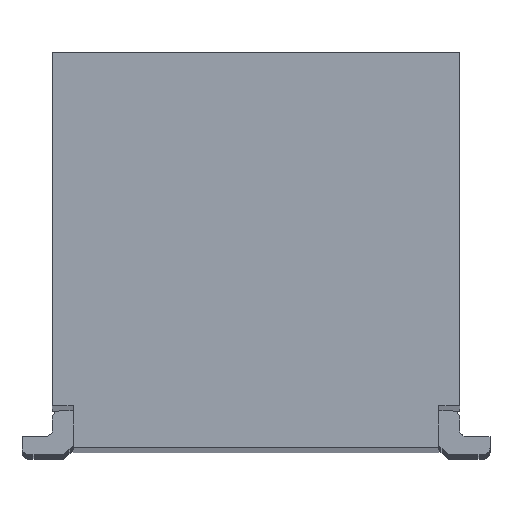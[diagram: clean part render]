
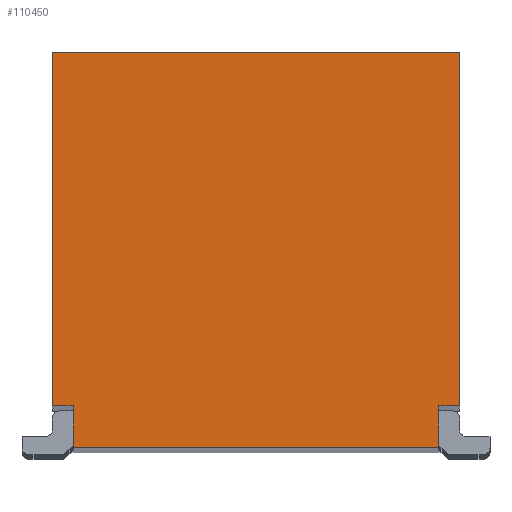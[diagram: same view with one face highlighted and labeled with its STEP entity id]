
A CAD part, top view. The second image highlights one B-rep face of the part: STEP entity #110450.
In plain terms, the highlighted planar face has unit normal (0, 0, 1).
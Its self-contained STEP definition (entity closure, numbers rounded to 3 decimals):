
#104670=CARTESIAN_POINT('',(0.,-1.15,11.185));
#104680=DIRECTION('',(-1.,0.,0.));
#104690=VECTOR('',#104680,1.);
#104700=LINE('',#104670,#104690);
#104710=CARTESIAN_POINT('',(-1.32,-1.15,11.185));
#104720=VERTEX_POINT('',#104710);
#104730=CARTESIAN_POINT('',(-1.47,-1.15,11.185));
#104740=VERTEX_POINT('',#104730);
#104750=EDGE_CURVE('',#104720,#104740,#104700,.T.);
#109830=CARTESIAN_POINT('',(-0.67,-0.562,11.185
));
#109840=DIRECTION('',(0.,0.,-1.));
#109850=DIRECTION('',(-1.,0.,0.));
#109860=AXIS2_PLACEMENT_3D('',#109830,#109840,#109850);
#109870=PLANE('',#109860);
#109880=CARTESIAN_POINT('',(0.,-1.15,11.185));
#109890=DIRECTION('',(-1.,0.,0.));
#109900=VECTOR('',#109890,1.);
#109910=LINE('',#109880,#109900);
#109920=CARTESIAN_POINT('',(1.47,-1.15,11.185));
#109930=VERTEX_POINT('',#109920);
#109940=CARTESIAN_POINT('',(1.32,-1.15,11.185));
#109950=VERTEX_POINT('',#109940);
#109960=EDGE_CURVE('',#109930,#109950,#109910,.T.);
#109970=ORIENTED_EDGE('',*,*,#109960,.F.);
#109980=CARTESIAN_POINT('',(1.32,-0.5,11.185));
#109990=DIRECTION('',(0.,1.,0.));
#110000=VECTOR('',#109990,1.);
#110010=LINE('',#109980,#110000);
#110020=CARTESIAN_POINT('',(1.32,-1.45,11.185));
#110030=VERTEX_POINT('',#110020);
#110040=EDGE_CURVE('',#110030,#109950,#110010,.T.);
#110050=ORIENTED_EDGE('',*,*,#110040,.T.);
#110060=CARTESIAN_POINT('',(0.,-1.45,11.185));
#110070=DIRECTION('',(1.,0.,0.));
#110080=VECTOR('',#110070,1.);
#110090=LINE('',#110060,#110080);
#110100=CARTESIAN_POINT('',(-1.32,-1.45,11.185));
#110110=VERTEX_POINT('',#110100);
#110120=EDGE_CURVE('',#110110,#110030,#110090,.T.);
#110130=ORIENTED_EDGE('',*,*,#110120,.T.);
#110140=CARTESIAN_POINT('',(-1.32,-0.5,11.185));
#110150=DIRECTION('',(0.,-1.,0.));
#110160=VECTOR('',#110150,1.);
#110170=LINE('',#110140,#110160);
#110180=EDGE_CURVE('',#104720,#110110,#110170,.T.);
#110190=ORIENTED_EDGE('',*,*,#110180,.T.);
#110200=ORIENTED_EDGE('',*,*,#104750,.F.);
#110210=CARTESIAN_POINT('',(-1.47,-0.6,11.185));
#110220=DIRECTION('',(0.,-1.,0.));
#110230=VECTOR('',#110220,1.);
#110240=LINE('',#110210,#110230);
#110250=CARTESIAN_POINT('',(-1.47,1.4,11.185));
#110260=VERTEX_POINT('',#110250);
#110270=EDGE_CURVE('',#110260,#104740,#110240,.T.);
#110280=ORIENTED_EDGE('',*,*,#110270,.T.);
#110290=CARTESIAN_POINT('',(0.,1.4,11.185));
#110300=DIRECTION('',(1.,0.,0.));
#110310=VECTOR('',#110300,1.);
#110320=LINE('',#110290,#110310);
#110330=CARTESIAN_POINT('',(1.47,1.4,11.185));
#110340=VERTEX_POINT('',#110330);
#110350=EDGE_CURVE('',#110260,#110340,#110320,.T.);
#110360=ORIENTED_EDGE('',*,*,#110350,.F.);
#110370=CARTESIAN_POINT('',(1.47,-0.95,11.185));
#110380=DIRECTION('',(0.,1.,0.));
#110390=VECTOR('',#110380,1.);
#110400=LINE('',#110370,#110390);
#110410=EDGE_CURVE('',#109930,#110340,#110400,.T.);
#110420=ORIENTED_EDGE('',*,*,#110410,.T.);
#110430=EDGE_LOOP('',(#110420,#110360,#110280,#110200,#110190,#110130,
#110050,#109970));
#110440=FACE_OUTER_BOUND('',#110430,.T.);
#110450=ADVANCED_FACE('',(#110440),#109870,.F.);
